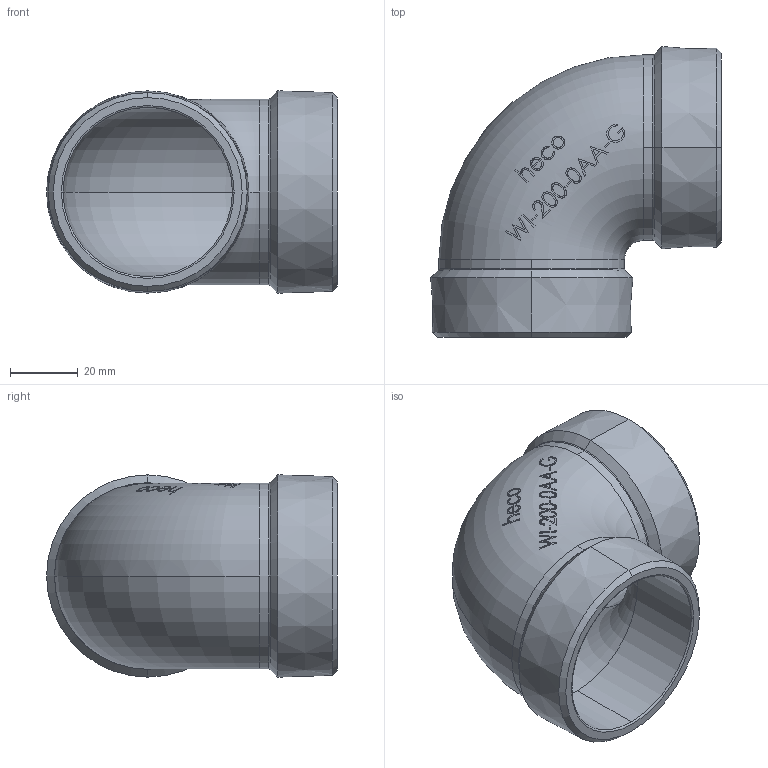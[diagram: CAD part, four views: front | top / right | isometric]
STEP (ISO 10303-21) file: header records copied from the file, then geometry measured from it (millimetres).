
FILE_DESCRIPTION (( 'STEP AP214' ), '1' );
FILE_NAME ('WI-200-0AA-G Winkel.STEP', '2018-06-12T13:15:45', ( '' ), ( '' ), 'SwSTEP 2.0', 'SolidWorks 2016', '' );
FILE_SCHEMA (( 'AUTOMOTIVE_DESIGN' ));
Length unit declared in the file: millimetre
Products named in the file (1): WI-200-0AA-G Winkel
Bounding box: 85.86 x 85.86 x 59.71 mm (x, y, z)
Volume: 53036.4 mm3; surface area: 34198.6 mm2
Topology: 1 solids, 1 shells, 208 faces, 535 edges, 352 vertices
Faces by surface type: bspline 77, plane 76, torus 35, cone 12, cylinder 8
Entity records: 12348 total; most frequent: CARTESIAN_POINT 6175, ORIENTED_EDGE 1070, DIRECTION 559, EDGE_CURVE 535, VERTEX_POINT 352, B_SPLINE_CURVE_WITH_KNOTS 302, EDGE_LOOP 233, FACE_OUTER_BOUND 208
